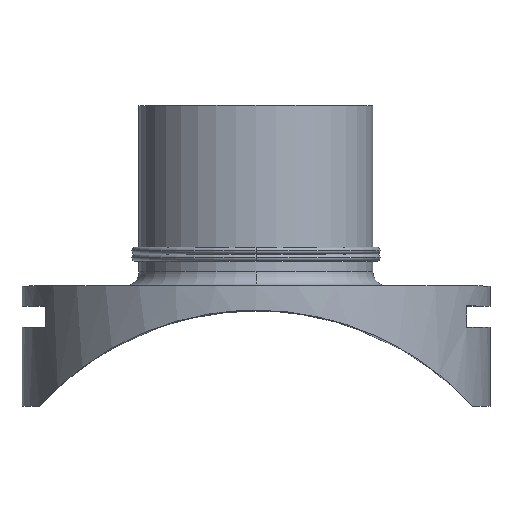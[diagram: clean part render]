
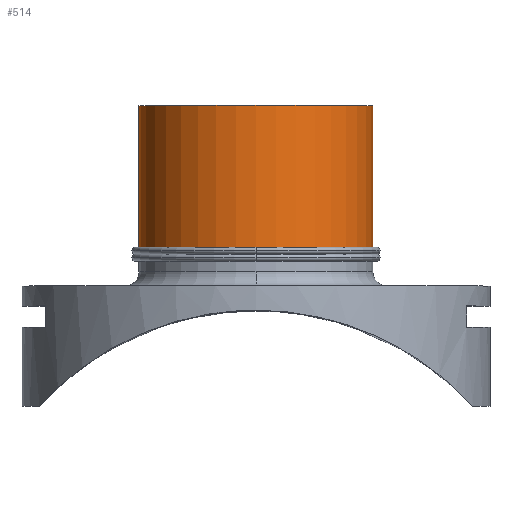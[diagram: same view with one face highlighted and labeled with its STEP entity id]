
A CAD part, top view. The second image highlights one B-rep face of the part: STEP entity #514.
In plain terms, the highlighted cylindrical face has radius 100 mm (diameter 200 mm), a partial arc.
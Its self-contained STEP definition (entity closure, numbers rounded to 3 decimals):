
#294 = EDGE_CURVE( '', #452, #490, #782, .T. );
#302 = EDGE_CURVE( '', #304, #452, #790, .T. );
#304 = VERTEX_POINT( '', #792 );
#434 = VERTEX_POINT( '', #944 );
#452 = VERTEX_POINT( '', #963 );
#490 = VERTEX_POINT( '', #1006 );
#504 = EDGE_CURVE( '', #596, #304, #1021, .T. );
#514 = ADVANCED_FACE( '', ( #1031 ), #1032, .T. );
#558 = EDGE_CURVE( '', #434, #596, #1080, .T. );
#596 = VERTEX_POINT( '', #1120 );
#712 = EDGE_CURVE( '', #490, #434, #1251, .T. );
#782 = CIRCLE( '', #1354, 100. );
#790 = LINE( '', #1367, #1368 );
#792 = CARTESIAN_POINT( '', ( 100., 133., 0. ) );
#944 = CARTESIAN_POINT( '', ( -100., 133., 0. ) );
#963 = CARTESIAN_POINT( '', ( 100., 257., 0. ) );
#1006 = CARTESIAN_POINT( '', ( -100., 257., 0. ) );
#1021 = CIRCLE( '', #1692, 100. );
#1031 = FACE_OUTER_BOUND( '', #1770, .T. );
#1032 = CYLINDRICAL_SURFACE( '', #1771, 100. );
#1080 = CIRCLE( '', #1835, 100. );
#1120 = CARTESIAN_POINT( '', ( 0., 133., 100. ) );
#1251 = LINE( '', #2180, #2181 );
#1354 = AXIS2_PLACEMENT_3D( '', #2258, #2259, #2260 );
#1367 = CARTESIAN_POINT( '', ( 100., 185.967, 0. ) );
#1368 = VECTOR( '', #2268, 1. );
#1692 = AXIS2_PLACEMENT_3D( '', #2582, #2583, #2584 );
#1770 = EDGE_LOOP( '', ( #2592, #2593, #2594, #2595, #2596 ) );
#1771 = AXIS2_PLACEMENT_3D( '', #2597, #2598, #2599 );
#1835 = AXIS2_PLACEMENT_3D( '', #2648, #2649, #2650 );
#2180 = CARTESIAN_POINT( '', ( -100., 185.967, 0. ) );
#2181 = VECTOR( '', #2849, 1. );
#2258 = CARTESIAN_POINT( '', ( 0., 257., 0. ) );
#2259 = DIRECTION( '', ( 0., -1., 0. ) );
#2260 = DIRECTION( '', ( -1., 0., 0. ) );
#2268 = DIRECTION( '', ( 0., 1., 0. ) );
#2582 = CARTESIAN_POINT( '', ( 0., 133., 0. ) );
#2583 = DIRECTION( '', ( 0., 1., 0. ) );
#2584 = DIRECTION( '', ( -1., 0., 0. ) );
#2592 = ORIENTED_EDGE( '', *, *, #712, .T. );
#2593 = ORIENTED_EDGE( '', *, *, #558, .T. );
#2594 = ORIENTED_EDGE( '', *, *, #504, .T. );
#2595 = ORIENTED_EDGE( '', *, *, #302, .T. );
#2596 = ORIENTED_EDGE( '', *, *, #294, .T. );
#2597 = CARTESIAN_POINT( '', ( 0., 185.967, 0. ) );
#2598 = DIRECTION( '', ( 0., 1., 0. ) );
#2599 = DIRECTION( '', ( -1., 0., 0. ) );
#2648 = CARTESIAN_POINT( '', ( 0., 133., 0. ) );
#2649 = DIRECTION( '', ( 0., 1., 0. ) );
#2650 = DIRECTION( '', ( -1., 0., 0. ) );
#2849 = DIRECTION( '', ( 0., -1., 0. ) );
